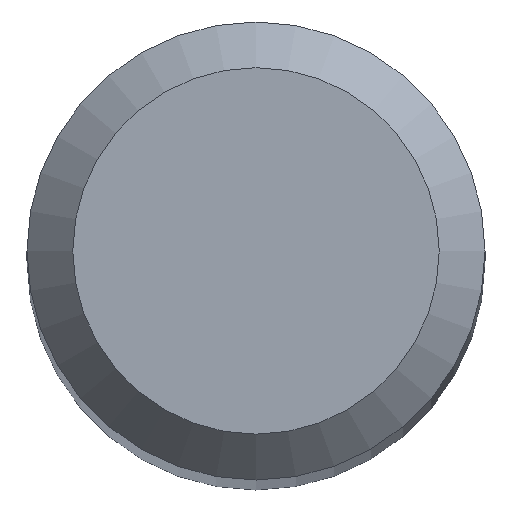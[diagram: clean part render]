
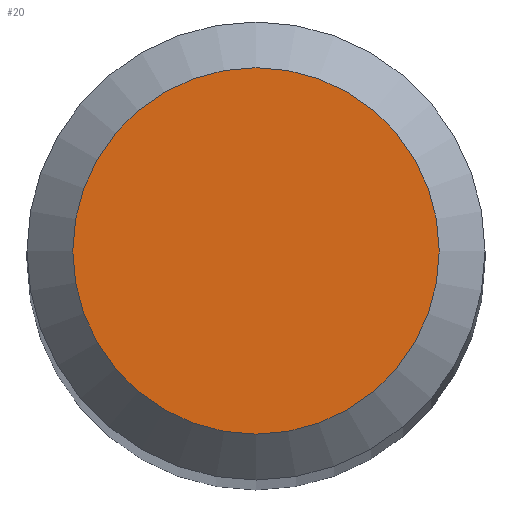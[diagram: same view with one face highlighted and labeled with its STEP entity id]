
A CAD part, top view. The second image highlights one B-rep face of the part: STEP entity #20.
In plain terms, the highlighted planar face has unit normal (0, 0, 1).
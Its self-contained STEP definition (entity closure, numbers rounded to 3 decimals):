
#20 = ADVANCED_FACE ( 'NONE', ( #56 ), #74, .F. ) ;
#22 = DIRECTION ( 'NONE',  ( 0., 0., -1. ) ) ;
#40 = DIRECTION ( 'NONE',  ( 0., 0., -1. ) ) ;
#56 = FACE_OUTER_BOUND ( 'NONE', #91, .T. ) ;
#74 = PLANE ( 'NONE',  #128 ) ;
#80 = DIRECTION ( 'NONE',  ( 0., 1., 0. ) ) ;
#91 = EDGE_LOOP ( 'NONE', ( #134 ) ) ;
#96 = CARTESIAN_POINT ( 'NONE',  ( 0., 0.8, 38. ) ) ;
#114 = CARTESIAN_POINT ( 'NONE',  ( 0., 0., 38. ) ) ;
#128 = AXIS2_PLACEMENT_3D ( 'NONE', #114, #22, #173 ) ;
#134 = ORIENTED_EDGE ( 'NONE', *, *, #222, .F. ) ;
#160 = CARTESIAN_POINT ( 'NONE',  ( 0., 0., 38. ) ) ;
#173 = DIRECTION ( 'NONE',  ( 0., 1., 0. ) ) ;
#191 = CIRCLE ( 'NONE', #234, 0.8 ) ;
#192 = VERTEX_POINT ( 'NONE', #96 ) ;
#222 = EDGE_CURVE ( 'NONE', #192, #192, #191, .T. ) ;
#234 = AXIS2_PLACEMENT_3D ( 'NONE', #160, #40, #80 ) ;
